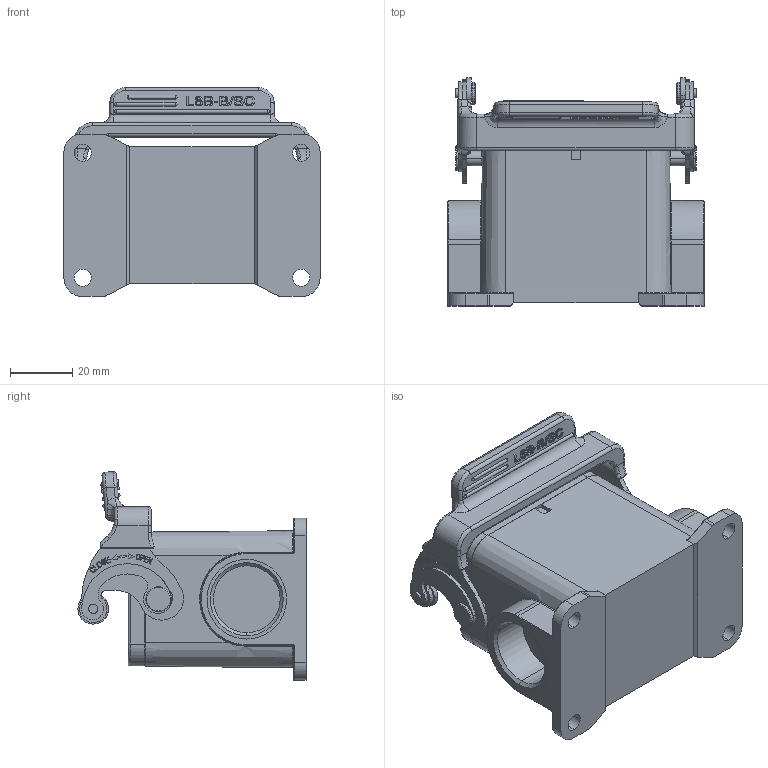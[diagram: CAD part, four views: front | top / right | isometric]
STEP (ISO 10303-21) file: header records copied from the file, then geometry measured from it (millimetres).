
FILE_DESCRIPTION((''),'2;1');
FILE_NAME('H6B-SF-1L_SC-M25','2017-09-22T',('dm.li'),(''),'PRO/ENGINEER BY PARAMETRIC TECHNOLOGY CORPORATION, 2012480','PRO/ENGINEER BY PARAMETRIC TECHNOLOGY CORPORATION, 2012480','');
FILE_SCHEMA(('AUTOMOTIVE_DESIGN { 1 0 10303 214 1 1 1 1 }'));
Length unit declared in the file: millimetre
Products named in the file (1): H6B-SF-1L_SC-M25
Bounding box: 82 x 73.05 x 66.86 mm (x, y, z)
Volume: 80882 mm3; surface area: 41571.3 mm2
Topology: 1 solids, 12 shells, 1162 faces, 3093 edges, 2014 vertices
Faces by surface type: plane 486, extrusion 258, cylinder 250, torus 68, bspline 46, cone 36, sphere 18
Entity records: 42070 total; most frequent: CARTESIAN_POINT 13474, ORIENTED_EDGE 6142, DIRECTION 5009, EDGE_CURVE 3071, VERTEX_POINT 2014, VECTOR 1867, LINE 1609, AXIS2_PLACEMENT_3D 1571
